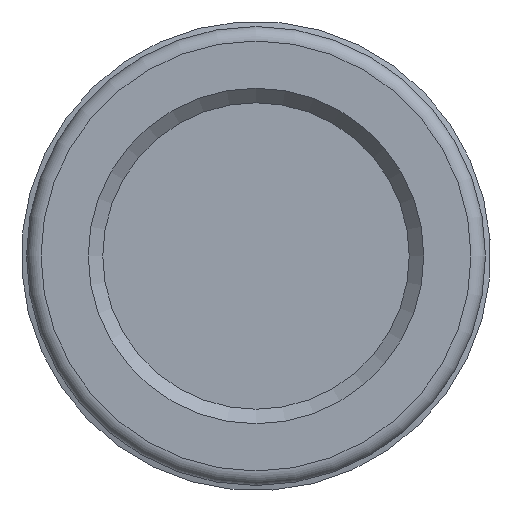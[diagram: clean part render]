
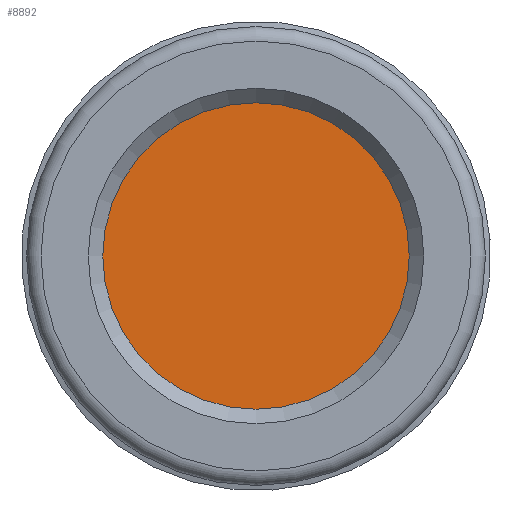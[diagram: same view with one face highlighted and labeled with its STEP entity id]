
A CAD part, left-side view. The second image highlights one B-rep face of the part: STEP entity #8892.
In plain terms, the highlighted planar face has unit normal (-1, 0, 0).
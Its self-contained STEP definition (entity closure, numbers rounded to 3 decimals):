
#334=PLANE('',#9510);
#1541=CIRCLE('',#9511,5.275);
#1542=CIRCLE('',#9512,5.275);
#2266=FACE_OUTER_BOUND('',#2795,.T.);
#2795=EDGE_LOOP('',(#6550,#6551));
#4209=VERTEX_POINT('',#19317);
#4210=VERTEX_POINT('',#19318);
#5132=EDGE_CURVE('',#4209,#4210,#1541,.T.);
#5133=EDGE_CURVE('',#4210,#4209,#1542,.T.);
#6550=ORIENTED_EDGE('',*,*,#5132,.F.);
#6551=ORIENTED_EDGE('',*,*,#5133,.F.);
#8892=ADVANCED_FACE('',(#2266),#334,.T.);
#9510=AXIS2_PLACEMENT_3D('',#19316,#10263,#10264);
#9511=AXIS2_PLACEMENT_3D('',#19319,#10265,#10266);
#9512=AXIS2_PLACEMENT_3D('',#19320,#10267,#10268);
#10263=DIRECTION('center_axis',(-1.,0.,0.));
#10264=DIRECTION('ref_axis',(0.,0.,1.));
#10265=DIRECTION('center_axis',(1.,0.,0.));
#10266=DIRECTION('ref_axis',(0.,1.,0.));
#10267=DIRECTION('center_axis',(1.,0.,0.));
#10268=DIRECTION('ref_axis',(0.,1.,0.));
#19316=CARTESIAN_POINT('Origin',(10.,5.718,0.));
#19317=CARTESIAN_POINT('',(10.,5.275,0.));
#19318=CARTESIAN_POINT('',(10.,-5.275,0.));
#19319=CARTESIAN_POINT('Origin',(10.,0.,0.));
#19320=CARTESIAN_POINT('Origin',(10.,0.,0.));
